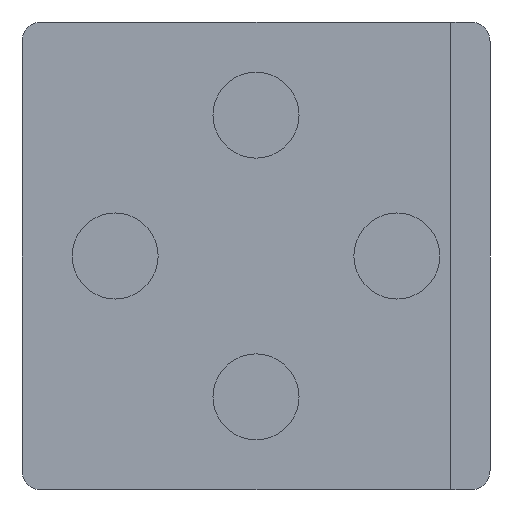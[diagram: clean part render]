
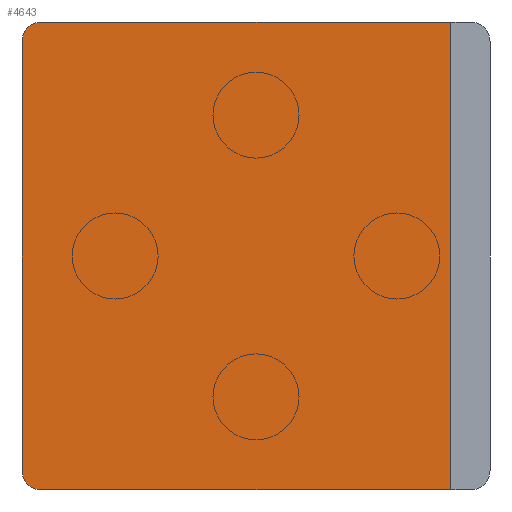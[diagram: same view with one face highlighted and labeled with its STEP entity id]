
A CAD part, front view. The second image highlights one B-rep face of the part: STEP entity #4643.
In plain terms, the highlighted planar face has unit normal (0, -1, 0).
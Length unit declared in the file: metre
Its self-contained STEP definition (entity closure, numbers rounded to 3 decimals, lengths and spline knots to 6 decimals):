
#223=CIRCLE('',#5027,0.0025);
#224=CIRCLE('',#5028,0.0025);
#225=CIRCLE('',#5029,0.0025);
#226=CIRCLE('',#5030,0.0025);
#425=ORIENTED_EDGE('',*,*,#1785,.T.);
#426=ORIENTED_EDGE('',*,*,#1786,.F.);
#427=ORIENTED_EDGE('',*,*,#1787,.T.);
#428=ORIENTED_EDGE('',*,*,#1788,.T.);
#429=ORIENTED_EDGE('',*,*,#1789,.F.);
#430=ORIENTED_EDGE('',*,*,#1790,.T.);
#431=ORIENTED_EDGE('',*,*,#1791,.T.);
#432=ORIENTED_EDGE('',*,*,#1792,.T.);
#433=ORIENTED_EDGE('',*,*,#1793,.T.);
#434=ORIENTED_EDGE('',*,*,#1794,.T.);
#435=ORIENTED_EDGE('',*,*,#1795,.F.);
#436=ORIENTED_EDGE('',*,*,#1796,.T.);
#437=ORIENTED_EDGE('',*,*,#1797,.T.);
#438=ORIENTED_EDGE('',*,*,#1798,.F.);
#439=ORIENTED_EDGE('',*,*,#1799,.T.);
#440=ORIENTED_EDGE('',*,*,#1800,.T.);
#441=ORIENTED_EDGE('',*,*,#1801,.T.);
#442=ORIENTED_EDGE('',*,*,#1802,.T.);
#443=ORIENTED_EDGE('',*,*,#1803,.T.);
#444=ORIENTED_EDGE('',*,*,#1804,.T.);
#1785=EDGE_CURVE('',#2465,#2466,#2909,.F.);
#1786=EDGE_CURVE('',#2467,#2466,#2910,.T.);
#1787=EDGE_CURVE('',#2467,#2468,#2911,.T.);
#1788=EDGE_CURVE('',#2468,#2465,#2912,.T.);
#1789=EDGE_CURVE('',#2469,#2470,#2913,.T.);
#1790=EDGE_CURVE('',#2469,#2471,#223,.F.);
#1791=EDGE_CURVE('',#2471,#2472,#2914,.T.);
#1792=EDGE_CURVE('',#2472,#2473,#224,.F.);
#1793=EDGE_CURVE('',#2473,#2474,#2915,.T.);
#1794=EDGE_CURVE('',#2474,#2475,#225,.F.);
#1795=EDGE_CURVE('',#2476,#2475,#2916,.T.);
#1796=EDGE_CURVE('',#2476,#2470,#226,.F.);
#1797=EDGE_CURVE('',#2477,#2478,#2917,.T.);
#1798=EDGE_CURVE('',#2479,#2478,#2918,.T.);
#1799=EDGE_CURVE('',#2479,#2480,#2919,.F.);
#1800=EDGE_CURVE('',#2480,#2477,#2920,.T.);
#1801=EDGE_CURVE('',#2481,#2482,#2921,.F.);
#1802=EDGE_CURVE('',#2482,#2483,#2922,.T.);
#1803=EDGE_CURVE('',#2483,#2484,#2923,.T.);
#1804=EDGE_CURVE('',#2484,#2481,#2924,.F.);
#2465=VERTEX_POINT('',#7032);
#2466=VERTEX_POINT('',#7033);
#2467=VERTEX_POINT('',#7035);
#2468=VERTEX_POINT('',#7037);
#2469=VERTEX_POINT('',#7040);
#2470=VERTEX_POINT('',#7041);
#2471=VERTEX_POINT('',#7043);
#2472=VERTEX_POINT('',#7045);
#2473=VERTEX_POINT('',#7047);
#2474=VERTEX_POINT('',#7049);
#2475=VERTEX_POINT('',#7051);
#2476=VERTEX_POINT('',#7053);
#2477=VERTEX_POINT('',#7056);
#2478=VERTEX_POINT('',#7057);
#2479=VERTEX_POINT('',#7059);
#2480=VERTEX_POINT('',#7061);
#2481=VERTEX_POINT('',#7064);
#2482=VERTEX_POINT('',#7065);
#2483=VERTEX_POINT('',#7067);
#2484=VERTEX_POINT('',#7069);
#2909=LINE('',#7031,#3347);
#2910=LINE('',#7034,#3348);
#2911=LINE('',#7036,#3349);
#2912=LINE('',#7038,#3350);
#2913=LINE('',#7039,#3351);
#2914=LINE('',#7044,#3352);
#2915=LINE('',#7048,#3353);
#2916=LINE('',#7052,#3354);
#2917=LINE('',#7055,#3355);
#2918=LINE('',#7058,#3356);
#2919=LINE('',#7060,#3357);
#2920=LINE('',#7062,#3358);
#2921=LINE('',#7063,#3359);
#2922=LINE('',#7066,#3360);
#2923=LINE('',#7068,#3361);
#2924=LINE('',#7070,#3362);
#3347=VECTOR('',#5551,1.);
#3348=VECTOR('',#5552,1.);
#3349=VECTOR('',#5553,1.);
#3350=VECTOR('',#5554,1.);
#3351=VECTOR('',#5555,1.);
#3352=VECTOR('',#5558,1.);
#3353=VECTOR('',#5561,1.);
#3354=VECTOR('',#5564,1.);
#3355=VECTOR('',#5567,1.);
#3356=VECTOR('',#5568,1.);
#3357=VECTOR('',#5569,1.);
#3358=VECTOR('',#5570,1.);
#3359=VECTOR('',#5571,1.);
#3360=VECTOR('',#5572,1.);
#3361=VECTOR('',#5573,1.);
#3362=VECTOR('',#5574,1.);
#3785=EDGE_LOOP('',(#425,#426,#427,#428));
#3786=EDGE_LOOP('',(#429,#430,#431,#432,#433,#434,#435,#436));
#3787=EDGE_LOOP('',(#437,#438,#439,#440));
#3788=EDGE_LOOP('',(#441,#442,#443,#444));
#4123=FACE_BOUND('',#3785,.T.);
#4124=FACE_BOUND('',#3786,.T.);
#4125=FACE_BOUND('',#3787,.T.);
#4126=FACE_BOUND('',#3788,.T.);
#4461=PLANE('',#5026);
#4643=ADVANCED_FACE('',(#4123,#4124,#4125,#4126),#4461,.F.);
#5026=AXIS2_PLACEMENT_3D('',#7030,#5549,#5550);
#5027=AXIS2_PLACEMENT_3D('',#7042,#5556,#5557);
#5028=AXIS2_PLACEMENT_3D('',#7046,#5559,#5560);
#5029=AXIS2_PLACEMENT_3D('',#7050,#5562,#5563);
#5030=AXIS2_PLACEMENT_3D('',#7054,#5565,#5566);
#5549=DIRECTION('',(0.,1.,0.));
#5550=DIRECTION('',(1.,0.,0.));
#5551=DIRECTION('',(1.,0.,0.));
#5552=DIRECTION('',(0.,0.,-1.));
#5553=DIRECTION('',(1.,0.,0.));
#5554=DIRECTION('',(0.,0.,-1.));
#5555=DIRECTION('',(0.,0.,1.));
#5556=DIRECTION('',(0.,1.,0.));
#5557=DIRECTION('',(1.,0.,0.));
#5558=DIRECTION('',(1.,0.,0.));
#5559=DIRECTION('',(0.,1.,0.));
#5560=DIRECTION('',(1.,0.,0.));
#5561=DIRECTION('',(0.,0.,1.));
#5562=DIRECTION('',(0.,1.,0.));
#5563=DIRECTION('',(1.,0.,0.));
#5564=DIRECTION('',(1.,0.,0.));
#5565=DIRECTION('',(0.,1.,0.));
#5566=DIRECTION('',(1.,0.,0.));
#5567=DIRECTION('',(-1.,0.,0.));
#5568=DIRECTION('',(0.,0.,-1.));
#5569=DIRECTION('',(-1.,0.,0.));
#5570=DIRECTION('',(0.,0.,-1.));
#5571=DIRECTION('',(1.,0.,0.));
#5572=DIRECTION('',(0.,0.,1.));
#5573=DIRECTION('',(1.,0.,0.));
#5574=DIRECTION('',(0.,0.,1.));
#7030=CARTESIAN_POINT('',(0.0249,0.,-0.0249));
#7031=CARTESIAN_POINT('',(0.0249,0.,-0.00855));
#7032=CARTESIAN_POINT('',(0.0544,0.,-0.00855));
#7033=CARTESIAN_POINT('',(0.0498,0.,-0.00855));
#7034=CARTESIAN_POINT('',(0.0498,0.,-0.00475));
#7035=CARTESIAN_POINT('',(0.0498,0.,-0.00095));
#7036=CARTESIAN_POINT('',(0.0529,0.,-0.00095));
#7037=CARTESIAN_POINT('',(0.0544,0.,-0.00095));
#7038=CARTESIAN_POINT('',(0.0544,0.,-0.00705));
#7039=CARTESIAN_POINT('',(-0.005,0.,-0.0249));
#7040=CARTESIAN_POINT('',(-0.005,0.,-0.0523));
#7041=CARTESIAN_POINT('',(-0.005,0.,0.0025));
#7042=CARTESIAN_POINT('',(-0.0025,0.,-0.0523));
#7043=CARTESIAN_POINT('',(-0.0025,0.,-0.0548));
#7044=CARTESIAN_POINT('',(0.0249,0.,-0.0548));
#7045=CARTESIAN_POINT('',(0.0523,0.,-0.0548));
#7046=CARTESIAN_POINT('',(0.0523,0.,-0.0523));
#7047=CARTESIAN_POINT('',(0.0548,0.,-0.0523));
#7048=CARTESIAN_POINT('',(0.0548,0.,-0.0249));
#7049=CARTESIAN_POINT('',(0.0548,0.,0.0025));
#7050=CARTESIAN_POINT('',(0.0523,0.,0.0025));
#7051=CARTESIAN_POINT('',(0.0523,0.,0.005));
#7052=CARTESIAN_POINT('',(0.0249,0.,0.005));
#7053=CARTESIAN_POINT('',(-0.0025,0.,0.005));
#7054=CARTESIAN_POINT('',(-0.0025,0.,0.0025));
#7055=CARTESIAN_POINT('',(0.0498,0.,-0.0287));
#7056=CARTESIAN_POINT('',(0.0544,0.,-0.0287));
#7057=CARTESIAN_POINT('',(0.0498,0.,-0.0287));
#7058=CARTESIAN_POINT('',(0.0498,0.,-0.0249));
#7059=CARTESIAN_POINT('',(0.0498,0.,-0.0211));
#7060=CARTESIAN_POINT('',(0.0249,0.,-0.0211));
#7061=CARTESIAN_POINT('',(0.0544,0.,-0.0211));
#7062=CARTESIAN_POINT('',(0.0544,0.,-0.0272));
#7063=CARTESIAN_POINT('',(0.0249,0.,-0.04885));
#7064=CARTESIAN_POINT('',(0.0544,0.,-0.04885));
#7065=CARTESIAN_POINT('',(0.0498,0.,-0.04885));
#7066=CARTESIAN_POINT('',(0.0498,0.,-0.04505));
#7067=CARTESIAN_POINT('',(0.0498,0.,-0.04125));
#7068=CARTESIAN_POINT('',(0.0529,0.,-0.04125));
#7069=CARTESIAN_POINT('',(0.0544,0.,-0.04125));
#7070=CARTESIAN_POINT('',(0.0544,0.,-0.0249));
